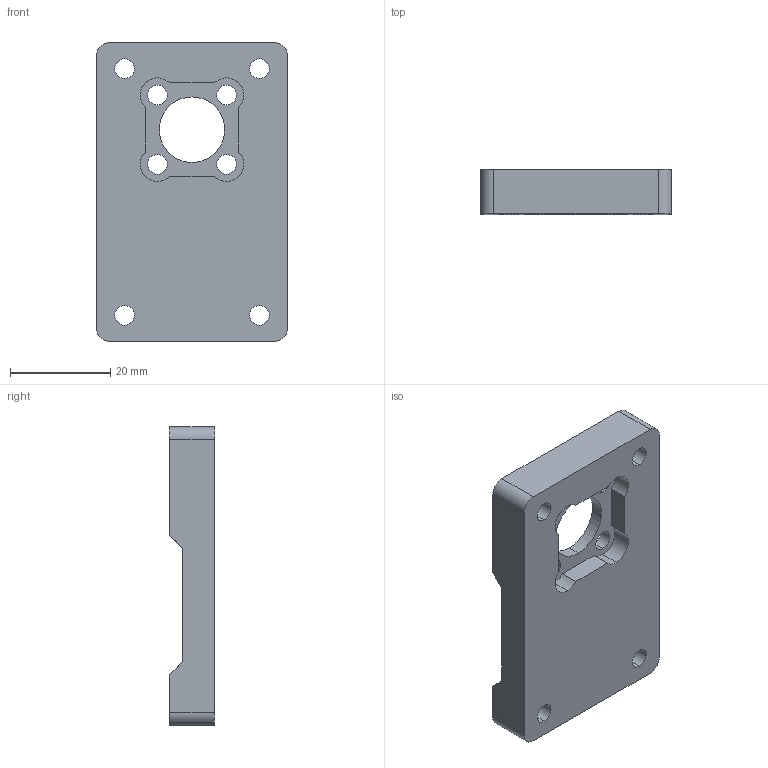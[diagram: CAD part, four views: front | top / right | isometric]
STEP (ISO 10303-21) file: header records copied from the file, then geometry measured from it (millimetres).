
FILE_DESCRIPTION (( 'STEP AP214' ), '1' );
FILE_NAME ('diff-piv mounting block.STEP', '2019-04-06T16:32:43', ( '' ), ( '' ), 'SwSTEP 2.0', 'SolidWorks 2016', '' );
FILE_SCHEMA (( 'AUTOMOTIVE_DESIGN' ));
Length unit declared in the file: inch
Products named in the file (1): diff-piv mounting block
Bounding box: 38.1 x 8.89 x 59.69 mm (x, y, z)
Volume: 10329.6 mm3; surface area: 7522 mm2
Topology: 1 solids, 1 shells, 134 faces, 344 edges, 212 vertices
Faces by surface type: cylinder 71, plane 44, bspline 8, torus 6, sphere 5
Entity records: 4177 total; most frequent: CARTESIAN_POINT 837, DIRECTION 722, ORIENTED_EDGE 678, EDGE_CURVE 339, AXIS2_PLACEMENT_3D 277, VERTEX_POINT 212, LINE 168, VECTOR 168
